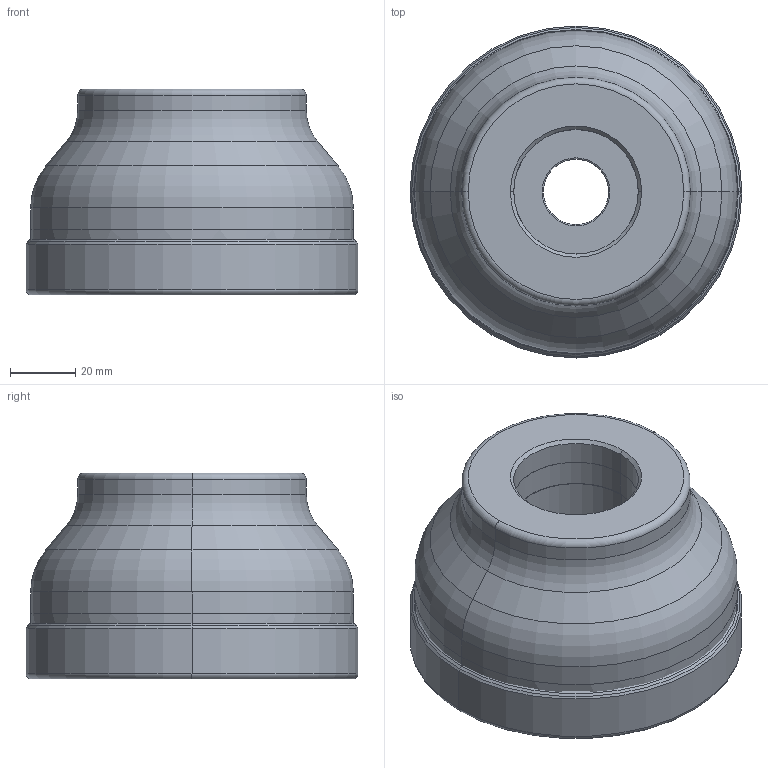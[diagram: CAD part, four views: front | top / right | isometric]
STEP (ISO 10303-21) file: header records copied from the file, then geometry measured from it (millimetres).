
FILE_DESCRIPTION(/* description */ (''),/* implementation_level */ '2;1');
FILE_NAME(/* name */ 'BXD4000R0406_IR0_063.stp',/* time_stamp */ '2023-03-06T12:41:31+09:00',/* author */ (''),/* organization */ (''),/* preprocessor_version */ 'ST-DEVELOPER v16',/* originating_system */ 'SIEMENS PLM Software NX 10.0',/* authorisation */ '');
FILE_SCHEMA (('AUTOMOTIVE_DESIGN { 1 0 10303 214 3 1 1 1 }'));
Length unit declared in the file: millimetre
Products named in the file (1): BXD4000R0406_IR0_063_ASM_4_ASM
Bounding box: 101.6 x 101.6 x 63 mm (x, y, z)
Volume: 362318.4 mm3; surface area: 50886 mm2
Topology: 2 solids, 2 shells, 80 faces, 194 edges, 137 vertices
Faces by surface type: cone 34, torus 22, cylinder 16, plane 8
Entity records: 2504 total; most frequent: DIRECTION 502, CARTESIAN_POINT 391, ORIENTED_EDGE 360, AXIS2_PLACEMENT_3D 220, EDGE_CURVE 180, CIRCLE 132, VERTEX_POINT 108, EDGE_LOOP 88
